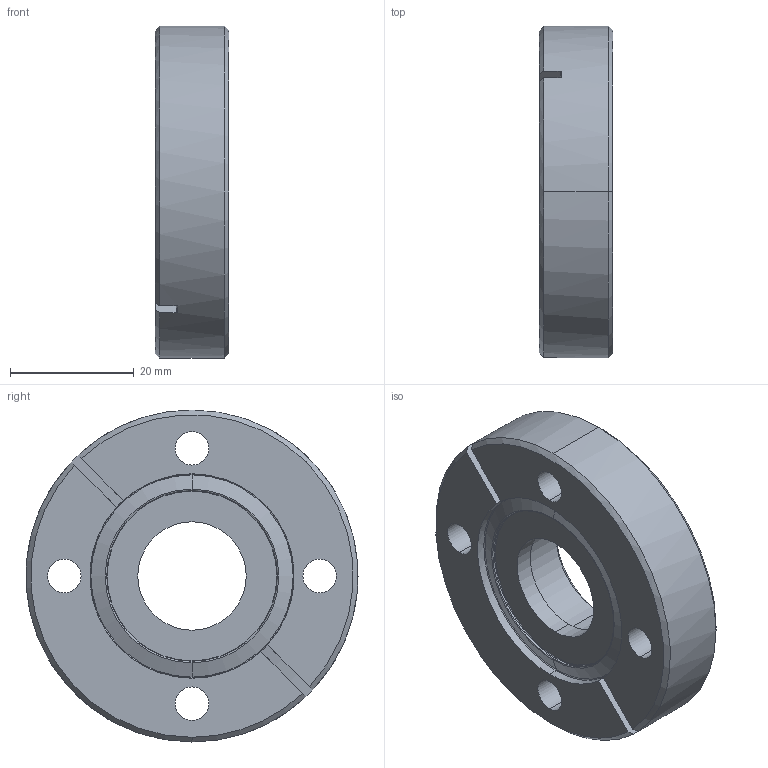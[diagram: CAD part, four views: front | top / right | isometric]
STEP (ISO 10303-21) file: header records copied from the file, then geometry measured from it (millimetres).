
FILE_DESCRIPTION (( 'STEP AP203' ), '1' );
FILE_NAME ('130006_D.STEP', '2024-04-02T06:46:20', ( '' ), ( '' ), 'SwSTEP 2.0', 'SolidWorks 2022', '' );
FILE_SCHEMA (( 'CONFIG_CONTROL_DESIGN' ));
Length unit declared in the file: inch
Products named in the file (1): 130006_D
Bounding box: 11.94 x 53.64 x 53.64 mm (x, y, z)
Volume: 21647.8 mm3; surface area: 7436.6 mm2
Topology: 1 solids, 1 shells, 46 faces, 112 edges, 69 vertices
Faces by surface type: cylinder 20, cone 9, plane 9, torus 8
Entity records: 1474 total; most frequent: DIRECTION 265, CARTESIAN_POINT 252, ORIENTED_EDGE 224, AXIS2_PLACEMENT_3D 114, EDGE_CURVE 112, VERTEX_POINT 69, CIRCLE 67, EDGE_LOOP 57
